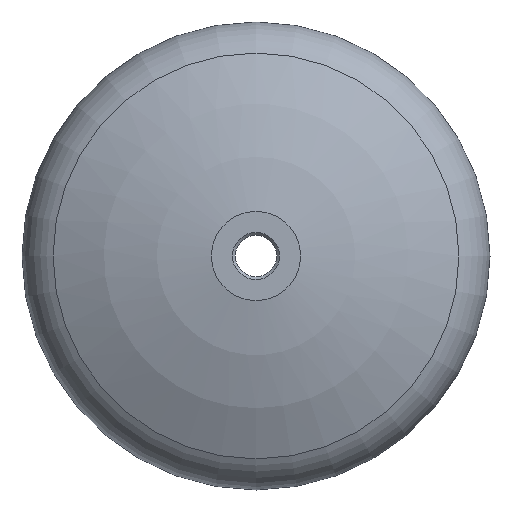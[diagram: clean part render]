
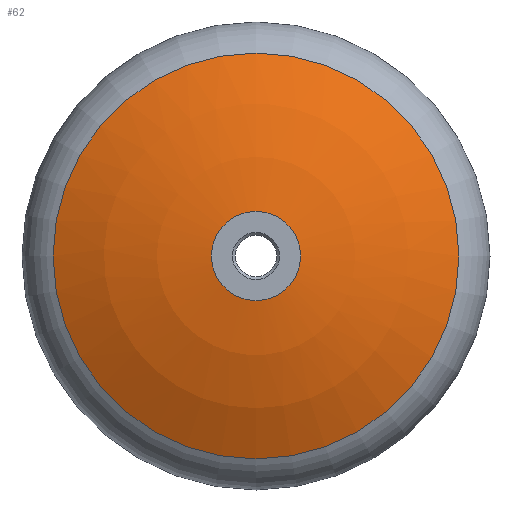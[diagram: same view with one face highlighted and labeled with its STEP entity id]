
A CAD part, front view. The second image highlights one B-rep face of the part: STEP entity #62.
In plain terms, the highlighted spherical face has radius 200 mm.
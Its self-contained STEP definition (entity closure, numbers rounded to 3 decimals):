
#62 = ADVANCED_FACE( '', ( #135, #136 ), #137, .T. );
#135 = FACE_OUTER_BOUND( '', #215, .T. );
#136 = FACE_OUTER_BOUND( '', #216, .T. );
#137 = SPHERICAL_SURFACE( '', #217, 200. );
#215 = EDGE_LOOP( '', ( #309 ) );
#216 = EDGE_LOOP( '', ( #310 ) );
#217 = AXIS2_PLACEMENT_3D( '', #311, #312, #313 );
#309 = ORIENTED_EDGE( '', *, *, #382, .F. );
#310 = ORIENTED_EDGE( '', *, *, #383, .T. );
#311 = CARTESIAN_POINT( '', ( 0., 75., 0. ) );
#312 = DIRECTION( '', ( 0., -1., 0. ) );
#313 = DIRECTION( '', ( 0., 0., 1. ) );
#382 = EDGE_CURVE( '', #433, #433, #434, .F. );
#383 = EDGE_CURVE( '', #435, #435, #436, .T. );
#433 = VERTEX_POINT( '', #487 );
#434 = CIRCLE( '', #488, 20. );
#435 = VERTEX_POINT( '', #489 );
#436 = CIRCLE( '', #490, 91.044 );
#487 = CARTESIAN_POINT( '', ( 0., -123.997, 20. ) );
#488 = AXIS2_PLACEMENT_3D( '', #545, #546, #547 );
#489 = CARTESIAN_POINT( '', ( 0., -103.076, -91.044 ) );
#490 = AXIS2_PLACEMENT_3D( '', #548, #549, #550 );
#545 = CARTESIAN_POINT( '', ( 0., -123.997, 0. ) );
#546 = DIRECTION( '', ( 0., 1., 0. ) );
#547 = DIRECTION( '', ( 0., 0., 1. ) );
#548 = CARTESIAN_POINT( '', ( 0., -103.076, 0. ) );
#549 = DIRECTION( '', ( 0., -1., 0. ) );
#550 = DIRECTION( '', ( 0., 0., -1. ) );
